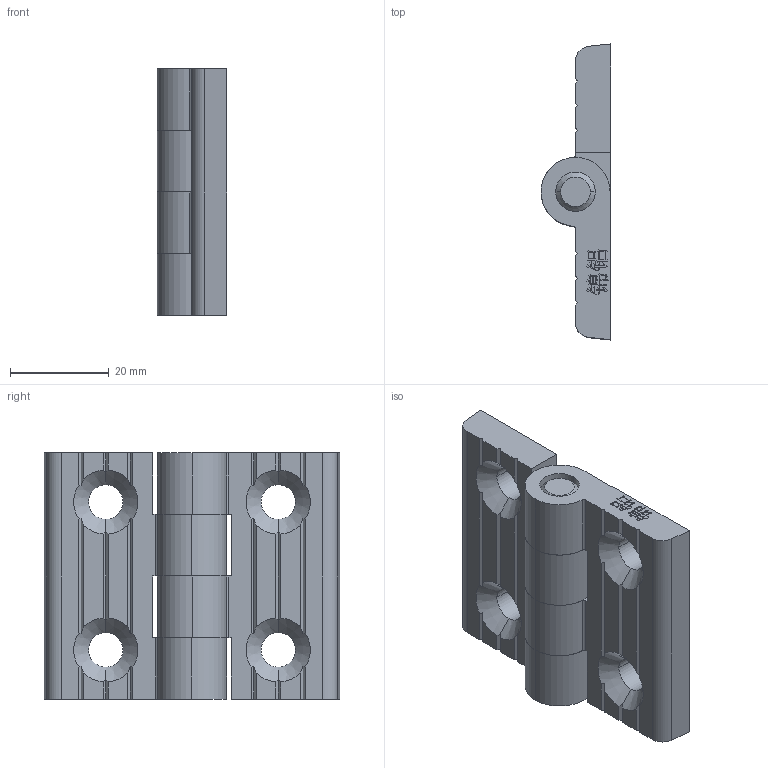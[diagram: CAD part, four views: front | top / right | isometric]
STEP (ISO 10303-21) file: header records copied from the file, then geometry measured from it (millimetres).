
FILE_DESCRIPTION (( 'STEP AP214' ), '1' );
FILE_NAME ('3030 铝合金合页.STEP', '2019-08-05T11:14:29', ( '微软用户' ), ( '微软中国' ), 'SwSTEP 2.0', 'SolidWorks 2015', '' );
FILE_SCHEMA (( 'AUTOMOTIVE_DESIGN' ));
Length unit declared in the file: millimetre
Products named in the file (1): 3030 臏磁踢磁珜
Bounding box: 14.2 x 60 x 50 mm (x, y, z)
Volume: 22224.9 mm3; surface area: 11883.6 mm2
Topology: 3 solids, 3 shells, 280 faces, 793 edges, 524 vertices
Faces by surface type: plane 200, cylinder 36, bspline 30, cone 14
Entity records: 11467 total; most frequent: CARTESIAN_POINT 2884, ORIENTED_EDGE 1586, DIRECTION 1299, EDGE_CURVE 793, VECTOR 573, LINE 573, VERTEX_POINT 524, AXIS2_PLACEMENT_3D 363
